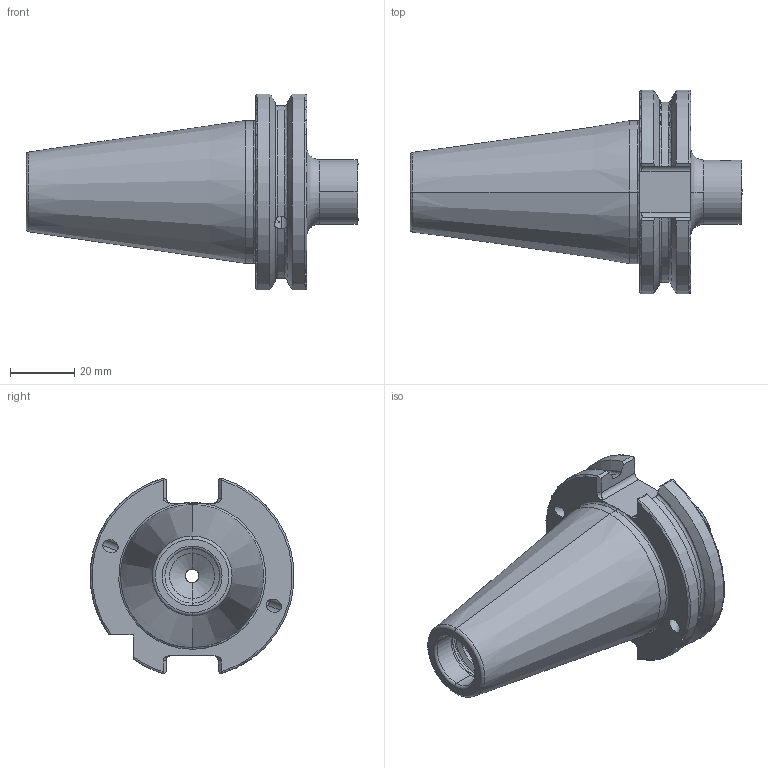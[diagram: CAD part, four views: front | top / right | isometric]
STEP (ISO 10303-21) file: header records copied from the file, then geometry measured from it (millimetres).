
FILE_DESCRIPTION (( 'STEP AP203' ), '1' );
FILE_NAME ('SB4-ST1.K01.035.STEP', '2016-02-12T09:25:29', ( 'SWIAdmin' ), ( 'Hewlett-Packard Company' ), 'SwSTEP 2.0', 'SolidWorks 2015', '' );
FILE_SCHEMA (( 'CONFIG_CONTROL_DESIGN' ));
Length unit declared in the file: millimetre
Products named in the file (2): SB4-ST1.K01.035_mit Bundk”lung; SB4-ST1.K01.035
Assembly tree (1 placements, depth 2):
  SB4-ST1.K01.035
    SB4-ST1.K01.035_mit Bundk”lung
Bounding box: 103.25 x 63.38 x 60.94 mm (x, y, z)
Volume: 108254.4 mm3; surface area: 21214.6 mm2
Topology: 1 solids, 1 shells, 148 faces, 405 edges, 254 vertices
Faces by surface type: cylinder 49, plane 42, torus 35, cone 18, bspline 4
Entity records: 5617 total; most frequent: CARTESIAN_POINT 1831, ORIENTED_EDGE 806, DIRECTION 714, EDGE_CURVE 403, AXIS2_PLACEMENT_3D 282, VERTEX_POINT 254, EDGE_LOOP 155, LINE 150
